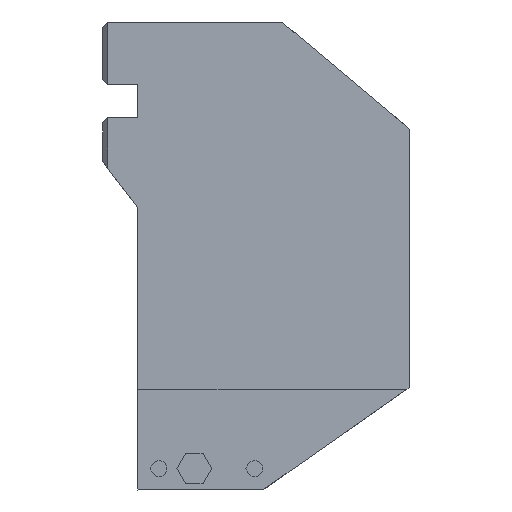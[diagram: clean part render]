
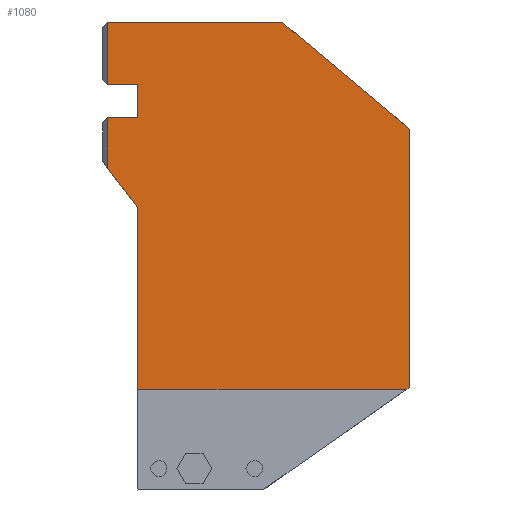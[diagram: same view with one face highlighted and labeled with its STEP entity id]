
A CAD part, left-side view. The second image highlights one B-rep face of the part: STEP entity #1080.
In plain terms, the highlighted planar face has unit normal (-1, 0, 0).
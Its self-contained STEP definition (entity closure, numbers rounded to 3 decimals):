
#415 = VERTEX_POINT('',#416);
#416 = CARTESIAN_POINT('',(-39.597,-50.691,
    72.426));
#422 = EDGE_CURVE('',#415,#423,#425,.T.);
#423 = VERTEX_POINT('',#424);
#424 = CARTESIAN_POINT('',(-39.597,-50.691,
    21.093));
#425 = LINE('',#426,#427);
#426 = CARTESIAN_POINT('',(-39.597,-50.691,
    93.693));
#427 = VECTOR('',#428,1.);
#428 = DIRECTION('',(0.,0.,-1.));
#497 = EDGE_CURVE('',#498,#423,#500,.T.);
#498 = VERTEX_POINT('',#499);
#499 = CARTESIAN_POINT('',(-39.597,-50.12,
    20.693));
#500 = LINE('',#501,#502);
#501 = CARTESIAN_POINT('',(-39.597,-67.746,
    33.036));
#502 = VECTOR('',#503,1.);
#503 = DIRECTION('',(0.,-0.819,0.574));
#1080 = ADVANCED_FACE('',(#1081),#1163,.T.);
#1081 = FACE_BOUND('',#1082,.T.);
#1082 = EDGE_LOOP('',(#1083,#1093,#1101,#1109,#1117,#1125,#1133,#1141,
    #1149,#1155,#1156,#1157));
#1083 = ORIENTED_EDGE('',*,*,#1084,.T.);
#1084 = EDGE_CURVE('',#1085,#1087,#1089,.T.);
#1085 = VERTEX_POINT('',#1086);
#1086 = CARTESIAN_POINT('',(-39.597,-25.346,
    93.693));
#1087 = VERTEX_POINT('',#1088);
#1088 = CARTESIAN_POINT('',(-39.597,9.309,
    93.693));
#1089 = LINE('',#1090,#1091);
#1090 = CARTESIAN_POINT('',(-39.597,-50.691,
    93.693));
#1091 = VECTOR('',#1092,1.);
#1092 = DIRECTION('',(0.,1.,0.));
#1093 = ORIENTED_EDGE('',*,*,#1094,.F.);
#1094 = EDGE_CURVE('',#1095,#1087,#1097,.T.);
#1095 = VERTEX_POINT('',#1096);
#1096 = CARTESIAN_POINT('',(-39.597,9.309,
    81.354));
#1097 = LINE('',#1098,#1099);
#1098 = CARTESIAN_POINT('',(-39.597,9.309,
    81.354));
#1099 = VECTOR('',#1100,1.);
#1100 = DIRECTION('',(-0.,0.,1.));
#1101 = ORIENTED_EDGE('',*,*,#1102,.F.);
#1102 = EDGE_CURVE('',#1103,#1095,#1105,.T.);
#1103 = VERTEX_POINT('',#1104);
#1104 = CARTESIAN_POINT('',(-39.597,3.309,
    81.354));
#1105 = LINE('',#1106,#1107);
#1106 = CARTESIAN_POINT('',(-39.597,3.309,
    81.354));
#1107 = VECTOR('',#1108,1.);
#1108 = DIRECTION('',(0.,1.,0.));
#1109 = ORIENTED_EDGE('',*,*,#1110,.T.);
#1110 = EDGE_CURVE('',#1103,#1111,#1113,.T.);
#1111 = VERTEX_POINT('',#1112);
#1112 = CARTESIAN_POINT('',(-39.597,3.309,
    74.654));
#1113 = LINE('',#1114,#1115);
#1114 = CARTESIAN_POINT('',(-39.597,3.309,
    93.693));
#1115 = VECTOR('',#1116,1.);
#1116 = DIRECTION('',(0.,0.,-1.));
#1117 = ORIENTED_EDGE('',*,*,#1118,.T.);
#1118 = EDGE_CURVE('',#1111,#1119,#1121,.T.);
#1119 = VERTEX_POINT('',#1120);
#1120 = CARTESIAN_POINT('',(-39.597,9.309,
    74.654));
#1121 = LINE('',#1122,#1123);
#1122 = CARTESIAN_POINT('',(-39.597,3.309,
    74.654));
#1123 = VECTOR('',#1124,1.);
#1124 = DIRECTION('',(0.,1.,0.));
#1125 = ORIENTED_EDGE('',*,*,#1126,.F.);
#1126 = EDGE_CURVE('',#1127,#1119,#1129,.T.);
#1127 = VERTEX_POINT('',#1128);
#1128 = CARTESIAN_POINT('',(-39.597,9.309,
    64.658));
#1129 = LINE('',#1130,#1131);
#1130 = CARTESIAN_POINT('',(-39.597,9.309,
    65.961));
#1131 = VECTOR('',#1132,1.);
#1132 = DIRECTION('',(-0.,0.,1.));
#1133 = ORIENTED_EDGE('',*,*,#1134,.F.);
#1134 = EDGE_CURVE('',#1135,#1127,#1137,.T.);
#1135 = VERTEX_POINT('',#1136);
#1136 = CARTESIAN_POINT('',(-39.597,3.309,
    56.838));
#1137 = LINE('',#1138,#1139);
#1138 = CARTESIAN_POINT('',(-39.597,-0.605,
    51.737));
#1139 = VECTOR('',#1140,1.);
#1140 = DIRECTION('',(0.,0.609,0.793));
#1141 = ORIENTED_EDGE('',*,*,#1142,.T.);
#1142 = EDGE_CURVE('',#1135,#1143,#1145,.T.);
#1143 = VERTEX_POINT('',#1144);
#1144 = CARTESIAN_POINT('',(-39.597,3.309,
    20.693));
#1145 = LINE('',#1146,#1147);
#1146 = CARTESIAN_POINT('',(-39.597,3.309,
    93.693));
#1147 = VECTOR('',#1148,1.);
#1148 = DIRECTION('',(0.,0.,-1.));
#1149 = ORIENTED_EDGE('',*,*,#1150,.F.);
#1150 = EDGE_CURVE('',#498,#1143,#1151,.T.);
#1151 = LINE('',#1152,#1153);
#1152 = CARTESIAN_POINT('',(-39.597,-50.691,
    20.693));
#1153 = VECTOR('',#1154,1.);
#1154 = DIRECTION('',(0.,1.,0.));
#1155 = ORIENTED_EDGE('',*,*,#497,.T.);
#1156 = ORIENTED_EDGE('',*,*,#422,.F.);
#1157 = ORIENTED_EDGE('',*,*,#1158,.F.);
#1158 = EDGE_CURVE('',#1085,#415,#1159,.T.);
#1159 = LINE('',#1160,#1161);
#1160 = CARTESIAN_POINT('',(-39.597,-45.455,
    76.82));
#1161 = VECTOR('',#1162,1.);
#1162 = DIRECTION('',(0.,-0.766,-0.643));
#1163 = PLANE('',#1164);
#1164 = AXIS2_PLACEMENT_3D('',#1165,#1166,#1167);
#1165 = CARTESIAN_POINT('',(-39.597,-17.964,
    56.951));
#1166 = DIRECTION('',(-1.,0.,-0.));
#1167 = DIRECTION('',(0.,1.,0.));
